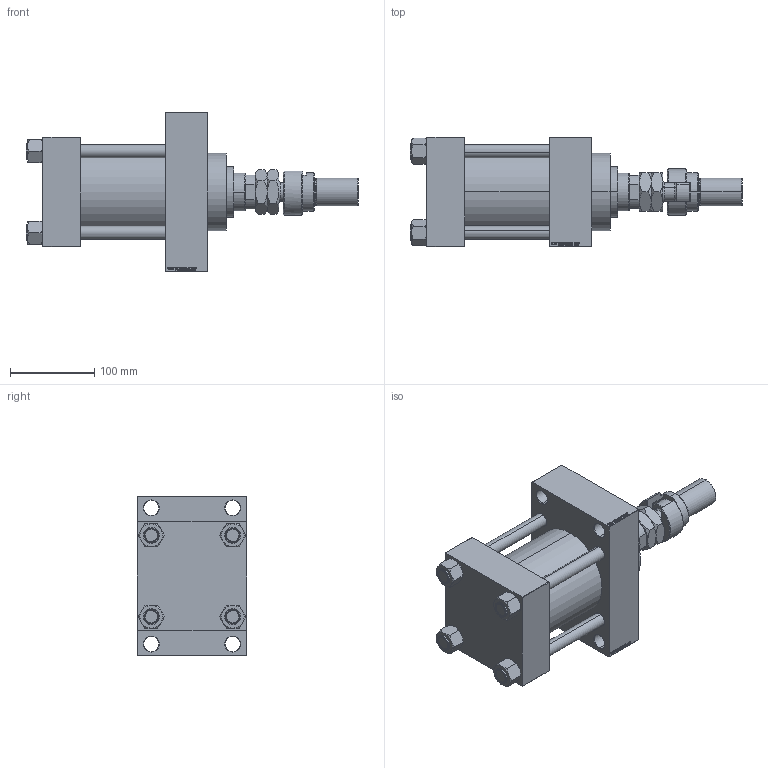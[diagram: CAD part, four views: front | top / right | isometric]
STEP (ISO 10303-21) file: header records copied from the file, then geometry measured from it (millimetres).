
FILE_DESCRIPTION (( 'STEP AP203' ), '1' );
FILE_NAME ('4a5f.STEP', '2024-04-12T09:39:59', ( '' ), ( '' ), 'SwSTEP 2.0', 'SolidWorks 2019', '' );
FILE_SCHEMA (( 'CONFIG_CONTROL_DESIGN' ));
Length unit declared in the file: millimetre
Products named in the file (9): 4a5f; MFA b3f84b7b187d7de13162d829e097b67c; FEMALE_PART_FOR_DFA b3f84b7b187d7de13162d829e097b67c; DFA b3f84b7b187d7de13162d829e097b67c; V215CR_D_TYCINKA b3f84b7b187d7de13162d829e097b67c; V215CR_VCP_D b3f84b7b187d7de13162d829e097b67c; NUT_M5_D b3f84b7b187d7de13162d829e097b67c; V215_VC_A b3f84b7b187d7de13162d829e097b67c; V215CR_D_Body b3f84b7b187d7de13162d829e097b67c
Assembly tree (14 placements, depth 3):
  4a5f
    V215CR_D_Body b3f84b7b187d7de13162d829e097b67c
    V215CR_VCP_D b3f84b7b187d7de13162d829e097b67c
    NUT_M5_D b3f84b7b187d7de13162d829e097b67c  x4
    V215CR_D_TYCINKA b3f84b7b187d7de13162d829e097b67c  x4
    V215_VC_A b3f84b7b187d7de13162d829e097b67c
    DFA b3f84b7b187d7de13162d829e097b67c
      FEMALE_PART_FOR_DFA b3f84b7b187d7de13162d829e097b67c
      MFA b3f84b7b187d7de13162d829e097b67c
Bounding box: 395 x 130 x 190 mm (x, y, z)
Volume: 2870243.6 mm3; surface area: 412839.2 mm2
Topology: 13 solids, 13 shells, 1237 faces, 3086 edges, 1989 vertices
Faces by surface type: plane 573, bspline 368, cone 182, cylinder 102, torus 12
Entity records: 50599 total; most frequent: CARTESIAN_POINT 25995, ORIENTED_EDGE 5436, DIRECTION 3650, EDGE_CURVE 2718, VERTEX_POINT 1767, VECTOR 1586, LINE 1586, EDGE_LOOP 1215
